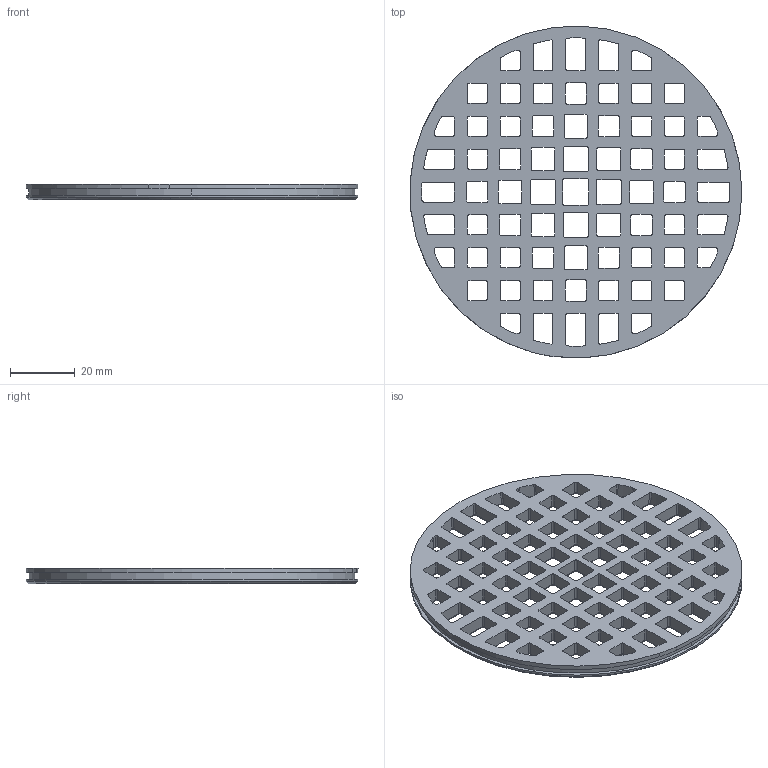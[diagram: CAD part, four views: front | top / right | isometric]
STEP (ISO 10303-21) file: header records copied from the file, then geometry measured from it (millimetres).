
FILE_DESCRIPTION((''),'2;1');
FILE_NAME('243-401_ASM','2019-09-25T12:27:06',('rsmith'),(''),'CREO PARAMETRIC BY PTC INC, 2018400','CREO PARAMETRIC BY PTC INC, 2018400','');
FILE_SCHEMA(('CONFIG_CONTROL_DESIGN'));
Length unit declared in the file: inch
Products named in the file (2): 50995; 243-401_ASM
Assembly tree (1 placements, depth 2):
  243-401_ASM
    50995
Bounding box: 102.53 x 102.57 x 4.78 mm (x, y, z)
Volume: 22397.4 mm3; surface area: 40136.1 mm2
Topology: 1 solids, 2 shells, 2294 faces, 5740 edges, 3452 vertices
Faces by surface type: cylinder 1066, bspline 648, plane 536, torus 40, cone 4
Entity records: 96067 total; most frequent: CARTESIAN_POINT 46561, ORIENTED_EDGE 11472, DIRECTION 8438, EDGE_CURVE 5740, VERTEX_POINT 3452, AXIS2_PLACEMENT_3D 2935, EDGE_LOOP 2574, VECTOR 2568
